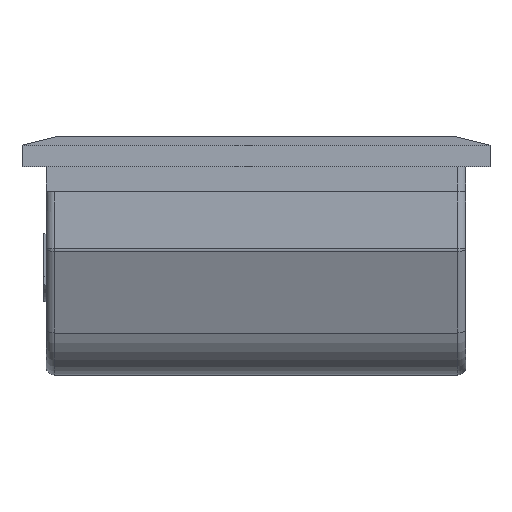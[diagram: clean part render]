
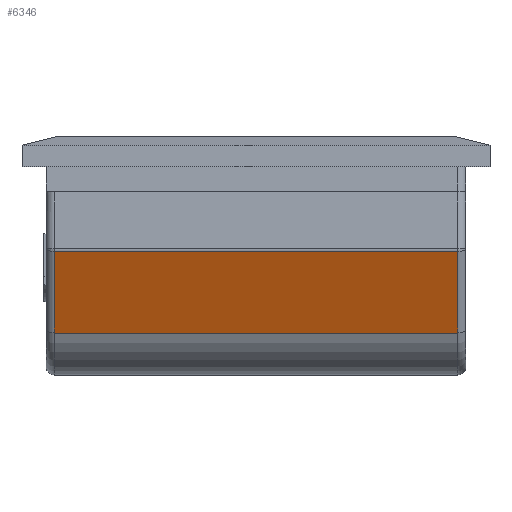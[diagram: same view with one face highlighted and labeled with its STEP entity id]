
A CAD part, left-side view. The second image highlights one B-rep face of the part: STEP entity #6346.
In plain terms, the highlighted planar face has unit normal (-0.93, 0, -0.369).
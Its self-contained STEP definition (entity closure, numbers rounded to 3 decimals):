
#603 = CARTESIAN_POINT ( 'NONE',  ( -22.815, -12.1, -6.889 ) ) ;
#842 = EDGE_LOOP ( 'NONE', ( #5451, #5346, #5240, #4943 ) ) ;
#1387 = CARTESIAN_POINT ( 'NONE',  ( -22.815, 12.1, -6.889 ) ) ;
#2807 = CARTESIAN_POINT ( 'NONE',  ( -22.85, -12.1, -6.8 ) ) ;
#2816 = DIRECTION ( 'NONE',  ( -0.369, 0., 0.93 ) ) ;
#2820 = VECTOR ( 'NONE', #2816, 1000. ) ;
#2826 = EDGE_CURVE ( 'NONE', #5106, #4587, #7618, .T. ) ;
#3233 = FACE_OUTER_BOUND ( 'NONE', #842, .T. ) ;
#3471 = CARTESIAN_POINT ( 'NONE',  ( -20.877, 12.1, -11.775 ) ) ;
#3664 = VECTOR ( 'NONE', #8122, 1000. ) ;
#3747 = LINE ( 'NONE', #8127, #3664 ) ;
#3826 = DIRECTION ( 'NONE',  ( 0., 1., 0. ) ) ;
#3923 = DIRECTION ( 'NONE',  ( 0., -1., 0. ) ) ;
#3980 = CARTESIAN_POINT ( 'NONE',  ( -20.877, -12.6, -11.775 ) ) ;
#3995 = VERTEX_POINT ( 'NONE', #3471 ) ;
#4282 = CARTESIAN_POINT ( 'NONE',  ( -22.85, 127.901, -6.8 ) ) ;
#4587 = VERTEX_POINT ( 'NONE', #603 ) ;
#4614 = CARTESIAN_POINT ( 'NONE',  ( -22.815, 12.1, -6.889 ) ) ;
#4943 = ORIENTED_EDGE ( 'NONE', *, *, #5977, .T. ) ;
#5106 = VERTEX_POINT ( 'NONE', #5615 ) ;
#5240 = ORIENTED_EDGE ( 'NONE', *, *, #7041, .T. ) ;
#5346 = ORIENTED_EDGE ( 'NONE', *, *, #6493, .T. ) ;
#5451 = ORIENTED_EDGE ( 'NONE', *, *, #2826, .T. ) ;
#5615 = CARTESIAN_POINT ( 'NONE',  ( -20.877, -12.1, -11.775 ) ) ;
#5977 = EDGE_CURVE ( 'NONE', #3995, #5106, #8419, .T. ) ;
#6346 = ADVANCED_FACE ( 'NONE', ( #3233 ), #8187, .T. ) ;
#6493 = EDGE_CURVE ( 'NONE', #4587, #6796, #8183, .T. ) ;
#6796 = VERTEX_POINT ( 'NONE', #1387 ) ;
#7041 = EDGE_CURVE ( 'NONE', #6796, #3995, #3747, .T. ) ;
#7618 = LINE ( 'NONE', #2807, #2820 ) ;
#7902 = VECTOR ( 'NONE', #3826, 1000. ) ;
#7985 = AXIS2_PLACEMENT_3D ( 'NONE', #4282, #8159, #8130 ) ;
#8122 = DIRECTION ( 'NONE',  ( 0.369, 0., -0.93 ) ) ;
#8127 = CARTESIAN_POINT ( 'NONE',  ( -20.877, 12.1, -11.775 ) ) ;
#8130 = DIRECTION ( 'NONE',  ( -0.369, 0., 0.93 ) ) ;
#8159 = DIRECTION ( 'NONE',  ( -0.93, 0., -0.369 ) ) ;
#8183 = LINE ( 'NONE', #4614, #7902 ) ;
#8187 = PLANE ( 'NONE',  #7985 ) ;
#8419 = LINE ( 'NONE', #3980, #8631 ) ;
#8631 = VECTOR ( 'NONE', #3923, 1000. ) ;
